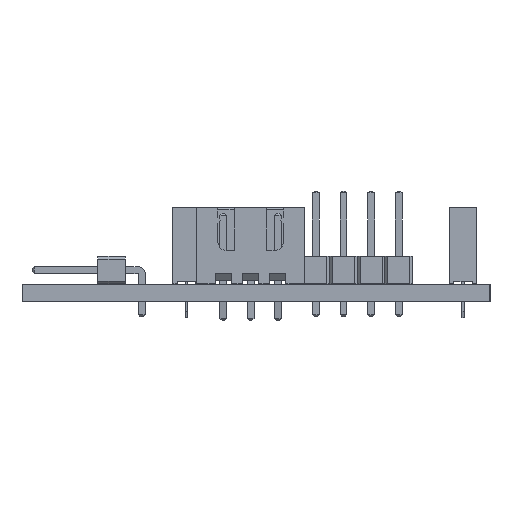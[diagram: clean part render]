
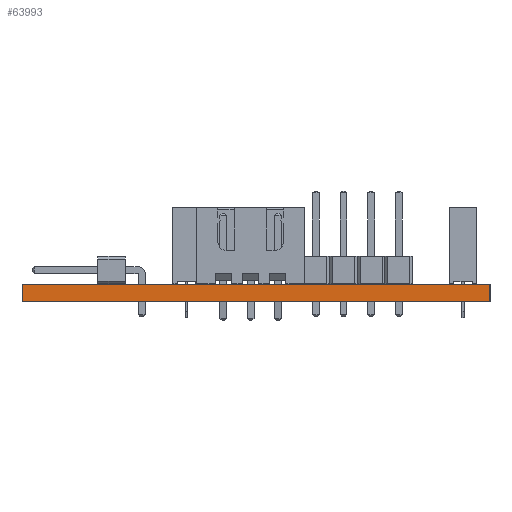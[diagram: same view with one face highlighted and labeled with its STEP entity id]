
A CAD part, left-side view. The second image highlights one B-rep face of the part: STEP entity #63993.
In plain terms, the highlighted planar face has unit normal (-1, 0, 0).
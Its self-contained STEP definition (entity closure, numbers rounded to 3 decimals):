
#63812 = PLANE('',#63813);
#63813 = AXIS2_PLACEMENT_3D('',#63814,#63815,#63816);
#63814 = CARTESIAN_POINT('',(221.,-114.,0.));
#63815 = DIRECTION('',(0.,-1.,0.));
#63816 = DIRECTION('',(-1.,0.,0.));
#63837 = VERTEX_POINT('',#63838);
#63838 = CARTESIAN_POINT('',(105.,-114.,1.6));
#63852 = PLANE('',#63853);
#63853 = AXIS2_PLACEMENT_3D('',#63854,#63855,#63856);
#63854 = CARTESIAN_POINT('',(163.,-92.5,1.6));
#63855 = DIRECTION('',(-0.,-0.,-1.));
#63856 = DIRECTION('',(-1.,0.,0.));
#63864 = EDGE_CURVE('',#63865,#63837,#63867,.T.);
#63865 = VERTEX_POINT('',#63866);
#63866 = CARTESIAN_POINT('',(105.,-114.,0.));
#63867 = SURFACE_CURVE('',#63868,(#63872,#63879),.PCURVE_S1.);
#63868 = LINE('',#63869,#63870);
#63869 = CARTESIAN_POINT('',(105.,-114.,0.));
#63870 = VECTOR('',#63871,1.);
#63871 = DIRECTION('',(0.,0.,1.));
#63872 = PCURVE('',#63812,#63873);
#63873 = DEFINITIONAL_REPRESENTATION('',(#63874),#63878);
#63874 = LINE('',#63875,#63876);
#63875 = CARTESIAN_POINT('',(116.,0.));
#63876 = VECTOR('',#63877,1.);
#63877 = DIRECTION('',(0.,-1.));
#63878 = ( GEOMETRIC_REPRESENTATION_CONTEXT(2) 
PARAMETRIC_REPRESENTATION_CONTEXT() REPRESENTATION_CONTEXT('2D SPACE',''
  ) );
#63879 = PCURVE('',#63880,#63885);
#63880 = PLANE('',#63881);
#63881 = AXIS2_PLACEMENT_3D('',#63882,#63883,#63884);
#63882 = CARTESIAN_POINT('',(105.,-114.,0.));
#63883 = DIRECTION('',(-1.,0.,0.));
#63884 = DIRECTION('',(0.,1.,0.));
#63885 = DEFINITIONAL_REPRESENTATION('',(#63886),#63890);
#63886 = LINE('',#63887,#63888);
#63887 = CARTESIAN_POINT('',(0.,0.));
#63888 = VECTOR('',#63889,1.);
#63889 = DIRECTION('',(0.,-1.));
#63890 = ( GEOMETRIC_REPRESENTATION_CONTEXT(2) 
PARAMETRIC_REPRESENTATION_CONTEXT() REPRESENTATION_CONTEXT('2D SPACE',''
  ) );
#63906 = PLANE('',#63907);
#63907 = AXIS2_PLACEMENT_3D('',#63908,#63909,#63910);
#63908 = CARTESIAN_POINT('',(163.,-92.5,0.));
#63909 = DIRECTION('',(-0.,-0.,-1.));
#63910 = DIRECTION('',(-1.,0.,0.));
#63939 = PLANE('',#63940);
#63940 = AXIS2_PLACEMENT_3D('',#63941,#63942,#63943);
#63941 = CARTESIAN_POINT('',(105.,-71.,0.));
#63942 = DIRECTION('',(0.,1.,0.));
#63943 = DIRECTION('',(1.,0.,0.));
#63993 = ADVANCED_FACE('',(#63994),#63880,.T.);
#63994 = FACE_BOUND('',#63995,.T.);
#63995 = EDGE_LOOP('',(#63996,#63997,#64020,#64043));
#63996 = ORIENTED_EDGE('',*,*,#63864,.T.);
#63997 = ORIENTED_EDGE('',*,*,#63998,.T.);
#63998 = EDGE_CURVE('',#63837,#63999,#64001,.T.);
#63999 = VERTEX_POINT('',#64000);
#64000 = CARTESIAN_POINT('',(105.,-71.,1.6));
#64001 = SURFACE_CURVE('',#64002,(#64006,#64013),.PCURVE_S1.);
#64002 = LINE('',#64003,#64004);
#64003 = CARTESIAN_POINT('',(105.,-114.,1.6));
#64004 = VECTOR('',#64005,1.);
#64005 = DIRECTION('',(0.,1.,0.));
#64006 = PCURVE('',#63880,#64007);
#64007 = DEFINITIONAL_REPRESENTATION('',(#64008),#64012);
#64008 = LINE('',#64009,#64010);
#64009 = CARTESIAN_POINT('',(0.,-1.6));
#64010 = VECTOR('',#64011,1.);
#64011 = DIRECTION('',(1.,0.));
#64012 = ( GEOMETRIC_REPRESENTATION_CONTEXT(2) 
PARAMETRIC_REPRESENTATION_CONTEXT() REPRESENTATION_CONTEXT('2D SPACE',''
  ) );
#64013 = PCURVE('',#63852,#64014);
#64014 = DEFINITIONAL_REPRESENTATION('',(#64015),#64019);
#64015 = LINE('',#64016,#64017);
#64016 = CARTESIAN_POINT('',(58.,-21.5));
#64017 = VECTOR('',#64018,1.);
#64018 = DIRECTION('',(0.,1.));
#64019 = ( GEOMETRIC_REPRESENTATION_CONTEXT(2) 
PARAMETRIC_REPRESENTATION_CONTEXT() REPRESENTATION_CONTEXT('2D SPACE',''
  ) );
#64020 = ORIENTED_EDGE('',*,*,#64021,.F.);
#64021 = EDGE_CURVE('',#64022,#63999,#64024,.T.);
#64022 = VERTEX_POINT('',#64023);
#64023 = CARTESIAN_POINT('',(105.,-71.,0.));
#64024 = SURFACE_CURVE('',#64025,(#64029,#64036),.PCURVE_S1.);
#64025 = LINE('',#64026,#64027);
#64026 = CARTESIAN_POINT('',(105.,-71.,0.));
#64027 = VECTOR('',#64028,1.);
#64028 = DIRECTION('',(0.,0.,1.));
#64029 = PCURVE('',#63880,#64030);
#64030 = DEFINITIONAL_REPRESENTATION('',(#64031),#64035);
#64031 = LINE('',#64032,#64033);
#64032 = CARTESIAN_POINT('',(43.,0.));
#64033 = VECTOR('',#64034,1.);
#64034 = DIRECTION('',(0.,-1.));
#64035 = ( GEOMETRIC_REPRESENTATION_CONTEXT(2) 
PARAMETRIC_REPRESENTATION_CONTEXT() REPRESENTATION_CONTEXT('2D SPACE',''
  ) );
#64036 = PCURVE('',#63939,#64037);
#64037 = DEFINITIONAL_REPRESENTATION('',(#64038),#64042);
#64038 = LINE('',#64039,#64040);
#64039 = CARTESIAN_POINT('',(0.,0.));
#64040 = VECTOR('',#64041,1.);
#64041 = DIRECTION('',(0.,-1.));
#64042 = ( GEOMETRIC_REPRESENTATION_CONTEXT(2) 
PARAMETRIC_REPRESENTATION_CONTEXT() REPRESENTATION_CONTEXT('2D SPACE',''
  ) );
#64043 = ORIENTED_EDGE('',*,*,#64044,.F.);
#64044 = EDGE_CURVE('',#63865,#64022,#64045,.T.);
#64045 = SURFACE_CURVE('',#64046,(#64050,#64057),.PCURVE_S1.);
#64046 = LINE('',#64047,#64048);
#64047 = CARTESIAN_POINT('',(105.,-114.,0.));
#64048 = VECTOR('',#64049,1.);
#64049 = DIRECTION('',(0.,1.,0.));
#64050 = PCURVE('',#63880,#64051);
#64051 = DEFINITIONAL_REPRESENTATION('',(#64052),#64056);
#64052 = LINE('',#64053,#64054);
#64053 = CARTESIAN_POINT('',(0.,0.));
#64054 = VECTOR('',#64055,1.);
#64055 = DIRECTION('',(1.,0.));
#64056 = ( GEOMETRIC_REPRESENTATION_CONTEXT(2) 
PARAMETRIC_REPRESENTATION_CONTEXT() REPRESENTATION_CONTEXT('2D SPACE',''
  ) );
#64057 = PCURVE('',#63906,#64058);
#64058 = DEFINITIONAL_REPRESENTATION('',(#64059),#64063);
#64059 = LINE('',#64060,#64061);
#64060 = CARTESIAN_POINT('',(58.,-21.5));
#64061 = VECTOR('',#64062,1.);
#64062 = DIRECTION('',(0.,1.));
#64063 = ( GEOMETRIC_REPRESENTATION_CONTEXT(2) 
PARAMETRIC_REPRESENTATION_CONTEXT() REPRESENTATION_CONTEXT('2D SPACE',''
  ) );
